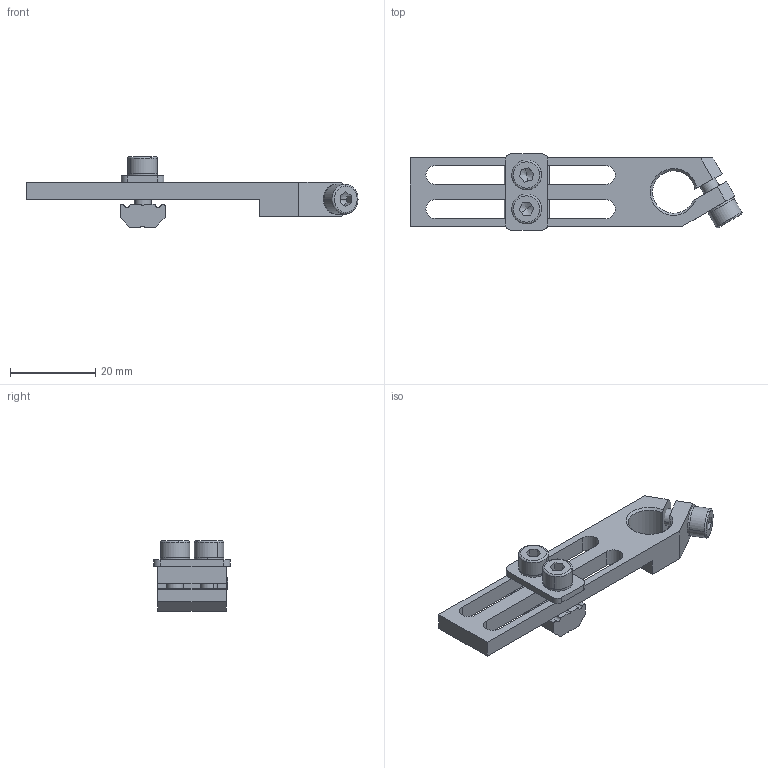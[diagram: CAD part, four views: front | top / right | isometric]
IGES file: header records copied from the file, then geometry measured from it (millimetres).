
Global section: file name: No Iges File Name specified; native system: AutoDesk Inventor R11.0; preprocessor: AutoDesk Inventor Iges Exporter R11.0; author: No Author specified; organization: No Organization specified; date: 20080116.073824; units: millimetre
Bounding box: 78.06 x 18 x 16.6 mm (x, y, z)
Volume: 5040.4 mm3; surface area: 5703 mm2
Topology: 9 solids, 9 shells, 160 faces, 411 edges, 268 vertices
Faces by surface type: plane 73, revolution 31, cylinder 30, bspline 14, cone 12
